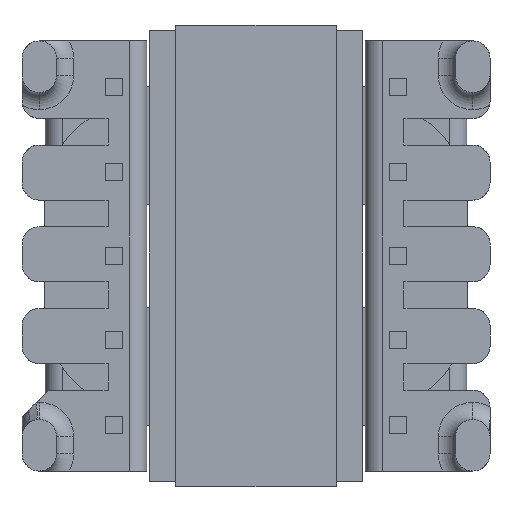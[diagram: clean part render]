
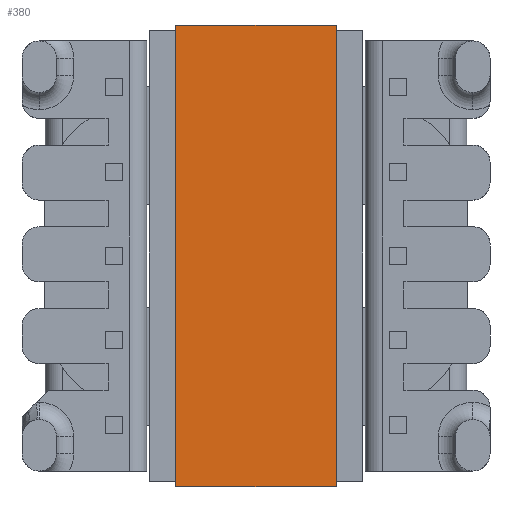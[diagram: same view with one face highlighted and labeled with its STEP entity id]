
A CAD part, front view. The second image highlights one B-rep face of the part: STEP entity #380.
In plain terms, the highlighted face is planar.
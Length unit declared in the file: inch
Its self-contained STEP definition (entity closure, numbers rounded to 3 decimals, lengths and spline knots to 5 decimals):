
#135 = DIRECTION ( 'NONE',  ( 0., -1., 0. ) ) ;
#232 = CARTESIAN_POINT ( 'NONE',  ( -0.0063, -0.53031, -0.18701 ) ) ;
#380 = ADVANCED_FACE ( 'NONE', ( #2102 ), #2486, .T. ) ;
#570 = LINE ( 'NONE', #1794, #2177 ) ;
#572 = ORIENTED_EDGE ( 'NONE', *, *, #5679, .F. ) ;
#1641 = EDGE_CURVE ( 'NONE', #6968, #4302, #570, .T. ) ;
#1794 = CARTESIAN_POINT ( 'NONE',  ( -0.0063, 0.0063, -0.18701 ) ) ;
#2102 = FACE_OUTER_BOUND ( 'NONE', #6804, .T. ) ;
#2177 = VECTOR ( 'NONE', #5409, 39.37008 ) ;
#2486 = PLANE ( 'NONE',  #6645 ) ;
#2655 = CARTESIAN_POINT ( 'NONE',  ( -0.0063, 0.0063, -0.18701 ) ) ;
#2771 = DIRECTION ( 'NONE',  ( 0., 0., 1. ) ) ;
#3082 = VERTEX_POINT ( 'NONE', #232 ) ;
#3589 = EDGE_CURVE ( 'NONE', #3082, #8904, #4354, .T. ) ;
#3914 = DIRECTION ( 'NONE',  ( -1., 0., 0. ) ) ;
#4041 = CARTESIAN_POINT ( 'NONE',  ( -0.0063, 0.0063, -0.18701 ) ) ;
#4302 = VERTEX_POINT ( 'NONE', #4663 ) ;
#4354 = LINE ( 'NONE', #4848, #8248 ) ;
#4663 = CARTESIAN_POINT ( 'NONE',  ( -0.0063, 0.0063, 0. ) ) ;
#4848 = CARTESIAN_POINT ( 'NONE',  ( -0.0063, -0.53031, -0.18701 ) ) ;
#5409 = DIRECTION ( 'NONE',  ( 0., 0., 1. ) ) ;
#5417 = DIRECTION ( 'NONE',  ( 0., -1., 0. ) ) ;
#5627 = ORIENTED_EDGE ( 'NONE', *, *, #3589, .T. ) ;
#5679 = EDGE_CURVE ( 'NONE', #4302, #8904, #7356, .T. ) ;
#5767 = ORIENTED_EDGE ( 'NONE', *, *, #6655, .T. ) ;
#6354 = ORIENTED_EDGE ( 'NONE', *, *, #1641, .F. ) ;
#6645 = AXIS2_PLACEMENT_3D ( 'NONE', #8046, #3914, #8729 ) ;
#6655 = EDGE_CURVE ( 'NONE', #6968, #3082, #6778, .T. ) ;
#6704 = VECTOR ( 'NONE', #135, 39.37008 ) ;
#6778 = LINE ( 'NONE', #2655, #8621 ) ;
#6804 = EDGE_LOOP ( 'NONE', ( #572, #6354, #5767, #5627 ) ) ;
#6968 = VERTEX_POINT ( 'NONE', #4041 ) ;
#7003 = CARTESIAN_POINT ( 'NONE',  ( -0.0063, -0.53031, 0. ) ) ;
#7356 = LINE ( 'NONE', #8396, #6704 ) ;
#8046 = CARTESIAN_POINT ( 'NONE',  ( -0.0063, 0.0063, -0.18701 ) ) ;
#8248 = VECTOR ( 'NONE', #2771, 39.37008 ) ;
#8396 = CARTESIAN_POINT ( 'NONE',  ( -0.0063, 0.0063, 0. ) ) ;
#8621 = VECTOR ( 'NONE', #5417, 39.37008 ) ;
#8729 = DIRECTION ( 'NONE',  ( 0., -1., 0. ) ) ;
#8904 = VERTEX_POINT ( 'NONE', #7003 ) ;
